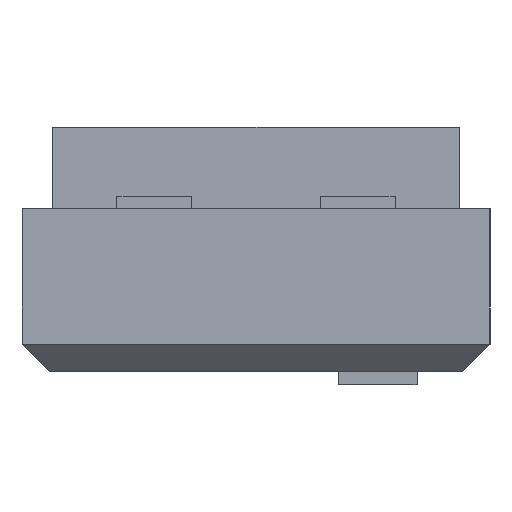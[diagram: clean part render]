
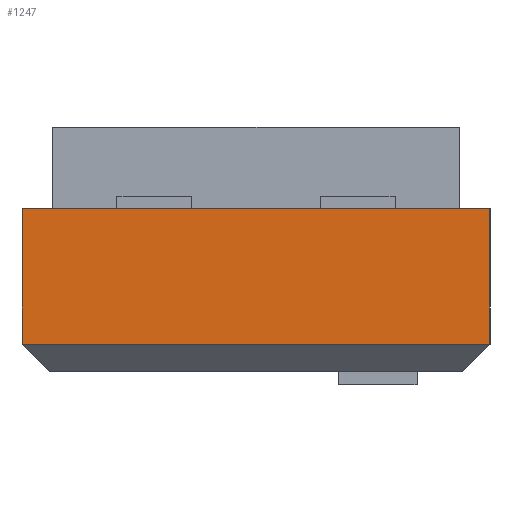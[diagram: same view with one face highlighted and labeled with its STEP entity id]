
A CAD part, left-side view. The second image highlights one B-rep face of the part: STEP entity #1247.
In plain terms, the highlighted planar face has unit normal (-1, 0, 0).
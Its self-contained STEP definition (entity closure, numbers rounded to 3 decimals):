
#16 = AXIS2_PLACEMENT_3D ( 'NONE', #1074, #613, #3400 ) ;
#30 = EDGE_CURVE ( 'NONE', #418, #5366, #1517, .T. ) ;
#124 = VECTOR ( 'NONE', #4840, 1000. ) ;
#312 = DIRECTION ( 'NONE',  ( 0., 0., -1. ) ) ;
#418 = VERTEX_POINT ( 'NONE', #4303 ) ;
#613 = DIRECTION ( 'NONE',  ( 1., 0., 0. ) ) ;
#1074 = CARTESIAN_POINT ( 'NONE',  ( 0., 0., 12. ) ) ;
#1247 = ADVANCED_FACE ( 'NONE', ( #4582 ), #4345, .F. ) ;
#1517 = LINE ( 'NONE', #2532, #124 ) ;
#1628 = CARTESIAN_POINT ( 'NONE',  ( 0., 0., 12. ) ) ;
#1890 = CARTESIAN_POINT ( 'NONE',  ( 0., 0., 12. ) ) ;
#1906 = ORIENTED_EDGE ( 'NONE', *, *, #4185, .F. ) ;
#1951 = CARTESIAN_POINT ( 'NONE',  ( 0., 34.5, 12. ) ) ;
#2029 = EDGE_LOOP ( 'NONE', ( #3827, #3950, #2787, #1906 ) ) ;
#2112 = DIRECTION ( 'NONE',  ( 0., -1., 0. ) ) ;
#2532 = CARTESIAN_POINT ( 'NONE',  ( 0., 0., 2. ) ) ;
#2730 = CARTESIAN_POINT ( 'NONE',  ( 0., 0., 2. ) ) ;
#2787 = ORIENTED_EDGE ( 'NONE', *, *, #4539, .F. ) ;
#3034 = LINE ( 'NONE', #3566, #4277 ) ;
#3240 = VECTOR ( 'NONE', #2112, 1000. ) ;
#3400 = DIRECTION ( 'NONE',  ( 0., 0., -1. ) ) ;
#3566 = CARTESIAN_POINT ( 'NONE',  ( 0., 34.5, 12. ) ) ;
#3827 = ORIENTED_EDGE ( 'NONE', *, *, #4017, .T. ) ;
#3950 = ORIENTED_EDGE ( 'NONE', *, *, #30, .T. ) ;
#4017 = EDGE_CURVE ( 'NONE', #4113, #418, #3034, .T. ) ;
#4113 = VERTEX_POINT ( 'NONE', #1951 ) ;
#4185 = EDGE_CURVE ( 'NONE', #4113, #5709, #5575, .T. ) ;
#4277 = VECTOR ( 'NONE', #312, 1000. ) ;
#4303 = CARTESIAN_POINT ( 'NONE',  ( 0., 34.5, 2. ) ) ;
#4345 = PLANE ( 'NONE',  #16 ) ;
#4539 = EDGE_CURVE ( 'NONE', #5709, #5366, #4766, .T. ) ;
#4582 = FACE_OUTER_BOUND ( 'NONE', #2029, .T. ) ;
#4766 = LINE ( 'NONE', #1890, #4910 ) ;
#4840 = DIRECTION ( 'NONE',  ( 0., -1., 0. ) ) ;
#4897 = CARTESIAN_POINT ( 'NONE',  ( 0., 0., 12. ) ) ;
#4910 = VECTOR ( 'NONE', #5141, 1000. ) ;
#5141 = DIRECTION ( 'NONE',  ( 0., 0., -1. ) ) ;
#5366 = VERTEX_POINT ( 'NONE', #2730 ) ;
#5575 = LINE ( 'NONE', #4897, #3240 ) ;
#5709 = VERTEX_POINT ( 'NONE', #1628 ) ;
